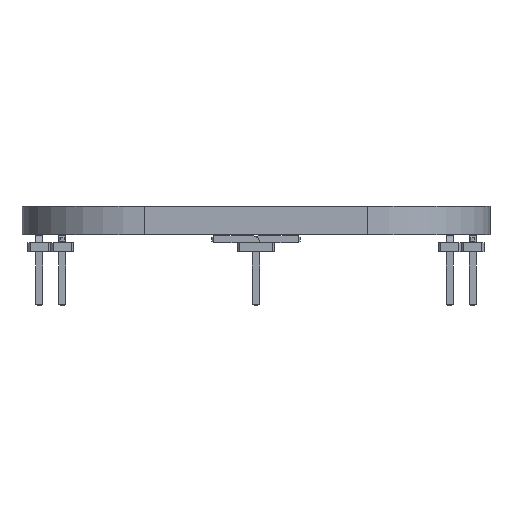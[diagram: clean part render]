
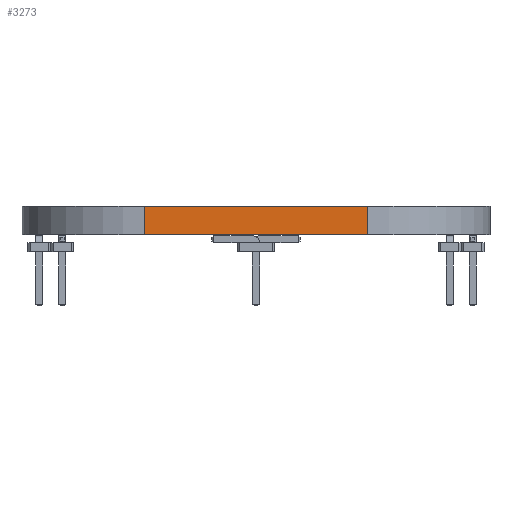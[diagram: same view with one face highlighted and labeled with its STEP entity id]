
A CAD part, front view. The second image highlights one B-rep face of the part: STEP entity #3273.
In plain terms, the highlighted planar face has unit normal (0, -1, 0).
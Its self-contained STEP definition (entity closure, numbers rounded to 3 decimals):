
#3273 = ADVANCED_FACE('',(#3274),#3288,.T.);
#3274 = FACE_BOUND('',#3275,.T.);
#3275 = EDGE_LOOP('',(#3276,#3311,#3339,#3367));
#3276 = ORIENTED_EDGE('',*,*,#3277,.T.);
#3277 = EDGE_CURVE('',#3278,#3280,#3282,.T.);
#3278 = VERTEX_POINT('',#3279);
#3279 = CARTESIAN_POINT('',(62.4,-69.2,0.));
#3280 = VERTEX_POINT('',#3281);
#3281 = CARTESIAN_POINT('',(62.4,-69.2,1.6));
#3282 = SURFACE_CURVE('',#3283,(#3287,#3299),.PCURVE_S1.);
#3283 = LINE('',#3284,#3285);
#3284 = CARTESIAN_POINT('',(62.4,-69.2,0.));
#3285 = VECTOR('',#3286,1.);
#3286 = DIRECTION('',(0.,0.,1.));
#3287 = PCURVE('',#3288,#3293);
#3288 = PLANE('',#3289);
#3289 = AXIS2_PLACEMENT_3D('',#3290,#3291,#3292);
#3290 = CARTESIAN_POINT('',(62.4,-69.2,0.));
#3291 = DIRECTION('',(0.,-1.,0.));
#3292 = DIRECTION('',(-1.,0.,0.));
#3293 = DEFINITIONAL_REPRESENTATION('',(#3294),#3298);
#3294 = LINE('',#3295,#3296);
#3295 = CARTESIAN_POINT('',(0.,-0.));
#3296 = VECTOR('',#3297,1.);
#3297 = DIRECTION('',(0.,-1.));
#3298 = ( GEOMETRIC_REPRESENTATION_CONTEXT(2) 
PARAMETRIC_REPRESENTATION_CONTEXT() REPRESENTATION_CONTEXT('2D SPACE',''
  ) );
#3299 = PCURVE('',#3300,#3305);
#3300 = CYLINDRICAL_SURFACE('',#3301,6.8);
#3301 = AXIS2_PLACEMENT_3D('',#3302,#3303,#3304);
#3302 = CARTESIAN_POINT('',(62.4,-62.4,0.));
#3303 = DIRECTION('',(-0.,-0.,-1.));
#3304 = DIRECTION('',(1.,0.,-0.));
#3305 = DEFINITIONAL_REPRESENTATION('',(#3306),#3310);
#3306 = LINE('',#3307,#3308);
#3307 = CARTESIAN_POINT('',(-4.712,0.));
#3308 = VECTOR('',#3309,1.);
#3309 = DIRECTION('',(-0.,-1.));
#3310 = ( GEOMETRIC_REPRESENTATION_CONTEXT(2) 
PARAMETRIC_REPRESENTATION_CONTEXT() REPRESENTATION_CONTEXT('2D SPACE',''
  ) );
#3311 = ORIENTED_EDGE('',*,*,#3312,.T.);
#3312 = EDGE_CURVE('',#3280,#3313,#3315,.T.);
#3313 = VERTEX_POINT('',#3314);
#3314 = CARTESIAN_POINT('',(50.,-69.2,1.6));
#3315 = SURFACE_CURVE('',#3316,(#3320,#3327),.PCURVE_S1.);
#3316 = LINE('',#3317,#3318);
#3317 = CARTESIAN_POINT('',(62.4,-69.2,1.6));
#3318 = VECTOR('',#3319,1.);
#3319 = DIRECTION('',(-1.,0.,0.));
#3320 = PCURVE('',#3288,#3321);
#3321 = DEFINITIONAL_REPRESENTATION('',(#3322),#3326);
#3322 = LINE('',#3323,#3324);
#3323 = CARTESIAN_POINT('',(0.,-1.6));
#3324 = VECTOR('',#3325,1.);
#3325 = DIRECTION('',(1.,0.));
#3326 = ( GEOMETRIC_REPRESENTATION_CONTEXT(2) 
PARAMETRIC_REPRESENTATION_CONTEXT() REPRESENTATION_CONTEXT('2D SPACE',''
  ) );
#3327 = PCURVE('',#3328,#3333);
#3328 = PLANE('',#3329);
#3329 = AXIS2_PLACEMENT_3D('',#3330,#3331,#3332);
#3330 = CARTESIAN_POINT('',(56.2,-56.2,1.6));
#3331 = DIRECTION('',(-0.,-0.,-1.));
#3332 = DIRECTION('',(-1.,0.,0.));
#3333 = DEFINITIONAL_REPRESENTATION('',(#3334),#3338);
#3334 = LINE('',#3335,#3336);
#3335 = CARTESIAN_POINT('',(-6.2,-13.));
#3336 = VECTOR('',#3337,1.);
#3337 = DIRECTION('',(1.,0.));
#3338 = ( GEOMETRIC_REPRESENTATION_CONTEXT(2) 
PARAMETRIC_REPRESENTATION_CONTEXT() REPRESENTATION_CONTEXT('2D SPACE',''
  ) );
#3339 = ORIENTED_EDGE('',*,*,#3340,.F.);
#3340 = EDGE_CURVE('',#3341,#3313,#3343,.T.);
#3341 = VERTEX_POINT('',#3342);
#3342 = CARTESIAN_POINT('',(50.,-69.2,0.));
#3343 = SURFACE_CURVE('',#3344,(#3348,#3355),.PCURVE_S1.);
#3344 = LINE('',#3345,#3346);
#3345 = CARTESIAN_POINT('',(50.,-69.2,0.));
#3346 = VECTOR('',#3347,1.);
#3347 = DIRECTION('',(0.,0.,1.));
#3348 = PCURVE('',#3288,#3349);
#3349 = DEFINITIONAL_REPRESENTATION('',(#3350),#3354);
#3350 = LINE('',#3351,#3352);
#3351 = CARTESIAN_POINT('',(12.4,0.));
#3352 = VECTOR('',#3353,1.);
#3353 = DIRECTION('',(0.,-1.));
#3354 = ( GEOMETRIC_REPRESENTATION_CONTEXT(2) 
PARAMETRIC_REPRESENTATION_CONTEXT() REPRESENTATION_CONTEXT('2D SPACE',''
  ) );
#3355 = PCURVE('',#3356,#3361);
#3356 = CYLINDRICAL_SURFACE('',#3357,6.8);
#3357 = AXIS2_PLACEMENT_3D('',#3358,#3359,#3360);
#3358 = CARTESIAN_POINT('',(50.,-62.4,0.));
#3359 = DIRECTION('',(-0.,-0.,-1.));
#3360 = DIRECTION('',(1.,0.,-0.));
#3361 = DEFINITIONAL_REPRESENTATION('',(#3362),#3366);
#3362 = LINE('',#3363,#3364);
#3363 = CARTESIAN_POINT('',(-4.712,0.));
#3364 = VECTOR('',#3365,1.);
#3365 = DIRECTION('',(-0.,-1.));
#3366 = ( GEOMETRIC_REPRESENTATION_CONTEXT(2) 
PARAMETRIC_REPRESENTATION_CONTEXT() REPRESENTATION_CONTEXT('2D SPACE',''
  ) );
#3367 = ORIENTED_EDGE('',*,*,#3368,.F.);
#3368 = EDGE_CURVE('',#3278,#3341,#3369,.T.);
#3369 = SURFACE_CURVE('',#3370,(#3374,#3381),.PCURVE_S1.);
#3370 = LINE('',#3371,#3372);
#3371 = CARTESIAN_POINT('',(62.4,-69.2,0.));
#3372 = VECTOR('',#3373,1.);
#3373 = DIRECTION('',(-1.,0.,0.));
#3374 = PCURVE('',#3288,#3375);
#3375 = DEFINITIONAL_REPRESENTATION('',(#3376),#3380);
#3376 = LINE('',#3377,#3378);
#3377 = CARTESIAN_POINT('',(0.,-0.));
#3378 = VECTOR('',#3379,1.);
#3379 = DIRECTION('',(1.,0.));
#3380 = ( GEOMETRIC_REPRESENTATION_CONTEXT(2) 
PARAMETRIC_REPRESENTATION_CONTEXT() REPRESENTATION_CONTEXT('2D SPACE',''
  ) );
#3381 = PCURVE('',#3382,#3387);
#3382 = PLANE('',#3383);
#3383 = AXIS2_PLACEMENT_3D('',#3384,#3385,#3386);
#3384 = CARTESIAN_POINT('',(56.2,-56.2,0.));
#3385 = DIRECTION('',(-0.,-0.,-1.));
#3386 = DIRECTION('',(-1.,0.,0.));
#3387 = DEFINITIONAL_REPRESENTATION('',(#3388),#3392);
#3388 = LINE('',#3389,#3390);
#3389 = CARTESIAN_POINT('',(-6.2,-13.));
#3390 = VECTOR('',#3391,1.);
#3391 = DIRECTION('',(1.,0.));
#3392 = ( GEOMETRIC_REPRESENTATION_CONTEXT(2) 
PARAMETRIC_REPRESENTATION_CONTEXT() REPRESENTATION_CONTEXT('2D SPACE',''
  ) );
